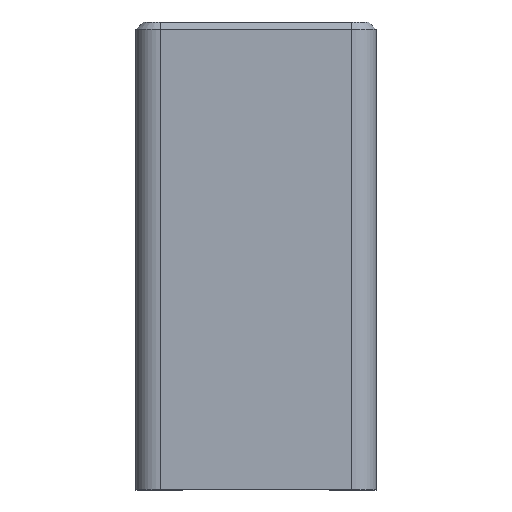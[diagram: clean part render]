
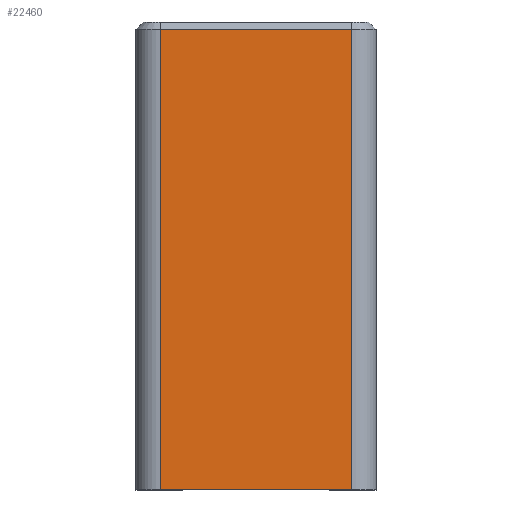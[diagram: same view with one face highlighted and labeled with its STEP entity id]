
A CAD part, top view. The second image highlights one B-rep face of the part: STEP entity #22460.
In plain terms, the highlighted planar face has unit normal (0, 0, 1).
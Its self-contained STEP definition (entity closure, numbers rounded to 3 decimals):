
#210=CARTESIAN_POINT('',(-31.923,-9.432,59.475));
#220=VERTEX_POINT('',#210);
#250=CARTESIAN_POINT('',(-31.923,-5.458,59.475));
#260=DIRECTION('',(0.,1.,0.));
#270=VECTOR('',#260,1.);
#280=LINE('',#250,#270);
#290=CARTESIAN_POINT('',(-31.923,-0.032,59.475));
#300=VERTEX_POINT('',#290);
#310=EDGE_CURVE('',#220,#300,#280,.T.);
#7860=CARTESIAN_POINT('',(-35.823,-5.458,59.475));
#7870=DIRECTION('',(0.,-1.,0.));
#7880=VECTOR('',#7870,1.);
#7890=LINE('',#7860,#7880);
#7900=CARTESIAN_POINT('',(-35.823,-0.032,59.475));
#7910=VERTEX_POINT('',#7900);
#7920=CARTESIAN_POINT('',(-35.823,-9.432,59.475));
#7930=VERTEX_POINT('',#7920);
#7940=EDGE_CURVE('',#7910,#7930,#7890,.T.);
#22250=CARTESIAN_POINT('',(-33.873,-4.732,59.475));
#22260=DIRECTION('',(0.,0.,1.));
#22270=DIRECTION('',(1.,0.,0.));
#22280=AXIS2_PLACEMENT_3D('',#22250,#22260,#22270);
#22290=PLANE('',#22280);
#22300=ORIENTED_EDGE('',*,*,#310,.T.);
#22310=CARTESIAN_POINT('',(-34.463,-9.432,59.475));
#22320=DIRECTION('',(-1.,0.,0.));
#22330=VECTOR('',#22320,1.);
#22340=LINE('',#22310,#22330);
#22350=EDGE_CURVE('',#220,#7930,#22340,.T.);
#22360=ORIENTED_EDGE('',*,*,#22350,.F.);
#22370=ORIENTED_EDGE('',*,*,#7940,.T.);
#22380=CARTESIAN_POINT('',(-34.463,-0.032,59.475))
;
#22390=DIRECTION('',(1.,0.,0.));
#22400=VECTOR('',#22390,1.);
#22410=LINE('',#22380,#22400);
#22420=EDGE_CURVE('',#7910,#300,#22410,.T.);
#22430=ORIENTED_EDGE('',*,*,#22420,.F.);
#22440=EDGE_LOOP('',(#22430,#22370,#22360,#22300));
#22450=FACE_OUTER_BOUND('',#22440,.T.);
#22460=ADVANCED_FACE('',(#22450),#22290,.T.);
